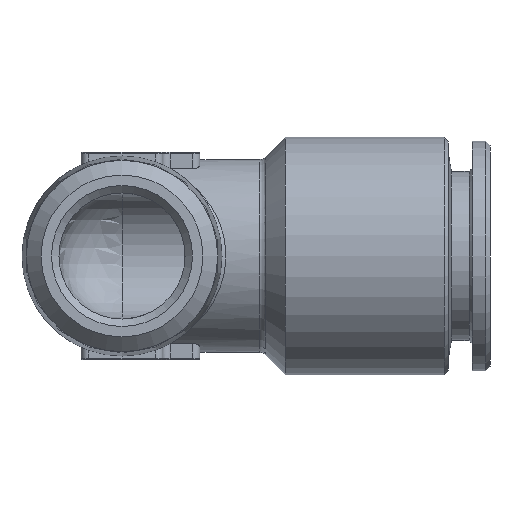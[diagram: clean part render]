
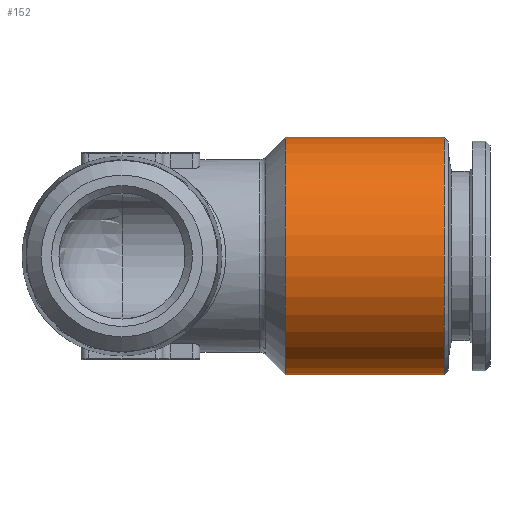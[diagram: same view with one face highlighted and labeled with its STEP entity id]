
A CAD part, front view. The second image highlights one B-rep face of the part: STEP entity #152.
In plain terms, the highlighted cylindrical face has radius 8 mm (diameter 16 mm), a full revolution.
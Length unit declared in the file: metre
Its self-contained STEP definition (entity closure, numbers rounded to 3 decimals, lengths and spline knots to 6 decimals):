
#152 = ADVANCED_FACE( 'NONE', ( #357, #358 ), #359, .T. );
#357 = FACE_OUTER_BOUND( '', #779, .T. );
#358 = FACE_OUTER_BOUND( '', #780, .T. );
#359 = CYLINDRICAL_SURFACE( '', #781, 0.008 );
#779 = EDGE_LOOP( '', ( #1161 ) );
#780 = EDGE_LOOP( '', ( #1162 ) );
#781 = AXIS2_PLACEMENT_3D( '', #1163, #1164, #1165 );
#1161 = ORIENTED_EDGE( '', *, *, #1691, .T. );
#1162 = ORIENTED_EDGE( '', *, *, #1646, .T. );
#1163 = CARTESIAN_POINT( '', ( 0., 0., 0. ) );
#1164 = DIRECTION( '', ( 1., 0., 0. ) );
#1165 = DIRECTION( '', ( 0., 0., 1. ) );
#1646 = EDGE_CURVE( 'NONE', #1926, #1926, #1927, .T. );
#1691 = EDGE_CURVE( 'NONE', #1999, #1999, #2000, .T. );
#1926 = VERTEX_POINT( '', #2464 );
#1927 = CIRCLE( '', #2465, 0.008 );
#1999 = VERTEX_POINT( '', #2611 );
#2000 = CIRCLE( '', #2612, 0.008 );
#2464 = CARTESIAN_POINT( '', ( 0.0217, 0., 0.008 ) );
#2465 = AXIS2_PLACEMENT_3D( '', #2908, #2909, #2910 );
#2611 = CARTESIAN_POINT( '', ( 0.011, 0., -0.008 ) );
#2612 = AXIS2_PLACEMENT_3D( '', #2969, #2970, #2971 );
#2908 = CARTESIAN_POINT( '', ( 0.0217, 0., 0. ) );
#2909 = DIRECTION( '', ( -1., 0., 0. ) );
#2910 = DIRECTION( '', ( 0., 0., 1. ) );
#2969 = CARTESIAN_POINT( '', ( 0.011, 0., 0. ) );
#2970 = DIRECTION( '', ( 1., 0., 0. ) );
#2971 = DIRECTION( '', ( 0., 0., -1. ) );
